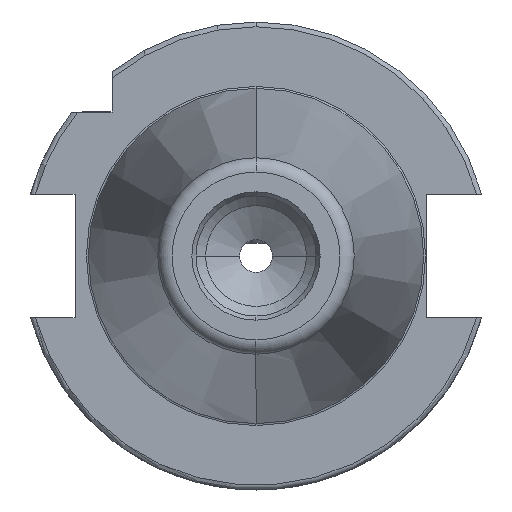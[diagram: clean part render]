
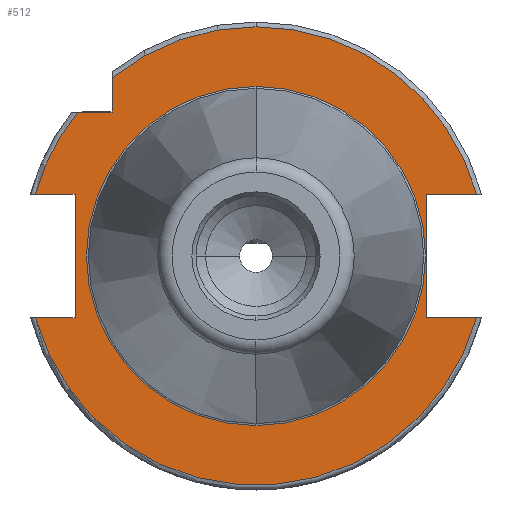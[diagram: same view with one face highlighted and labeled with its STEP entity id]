
A CAD part, left-side view. The second image highlights one B-rep face of the part: STEP entity #512.
In plain terms, the highlighted planar face has unit normal (-1, 0, 0).
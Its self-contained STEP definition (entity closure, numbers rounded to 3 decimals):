
#108 = ORIENTED_EDGE ( 'NONE', *, *, #556, .T. ) ;
#122 = DIRECTION ( 'NONE',  ( 1., 0., 0. ) ) ;
#189 = CARTESIAN_POINT ( 'NONE',  ( 3.2, -12.85, 37.7 ) ) ;
#293 = VERTEX_POINT ( 'NONE', #2672 ) ;
#298 = DIRECTION ( 'NONE',  ( -1., 0., 0. ) ) ;
#328 = CARTESIAN_POINT ( 'NONE',  ( 3.2, 0., 0. ) ) ;
#333 = DIRECTION ( 'NONE',  ( 0., -1., 0. ) ) ;
#377 = CARTESIAN_POINT ( 'NONE',  ( 3.2, -37.149, 30. ) ) ;
#479 = VERTEX_POINT ( 'NONE', #1019 ) ;
#512 = ADVANCED_FACE ( 'NONE', ( #3193, #3302 ), #1745, .F. ) ;
#531 = AXIS2_PLACEMENT_3D ( 'NONE', #850, #859, #865 ) ;
#556 = EDGE_CURVE ( 'NONE', #293, #2609, #3028, .T. ) ;
#577 = ORIENTED_EDGE ( 'NONE', *, *, #1935, .T. ) ;
#586 = VECTOR ( 'NONE', #2513, 1000. ) ;
#647 = LINE ( 'NONE', #2493, #586 ) ;
#677 = VECTOR ( 'NONE', #692, 1000. ) ;
#682 = CIRCLE ( 'NONE', #3932, 35.325 ) ;
#692 = DIRECTION ( 'NONE',  ( 0., 0., 1. ) ) ;
#693 = DIRECTION ( 'NONE',  ( 0., -1., 0. ) ) ;
#768 = AXIS2_PLACEMENT_3D ( 'NONE', #1948, #122, #1832 ) ;
#850 = CARTESIAN_POINT ( 'NONE',  ( 3.2, 0., 0. ) ) ;
#859 = DIRECTION ( 'NONE',  ( -1., 0., 0. ) ) ;
#865 = DIRECTION ( 'NONE',  ( 0., -1., 0. ) ) ;
#915 = CARTESIAN_POINT ( 'NONE',  ( 3.2, -12.85, 45.988 ) ) ;
#925 = ORIENTED_EDGE ( 'NONE', *, *, #1087, .F. ) ;
#958 = CARTESIAN_POINT ( 'NONE',  ( 3.2, -30., 37.149 ) ) ;
#980 = CARTESIAN_POINT ( 'NONE',  ( 3.2, -12.85, 37.7 ) ) ;
#990 = DIRECTION ( 'NONE',  ( 0., -1., 0. ) ) ;
#1019 = CARTESIAN_POINT ( 'NONE',  ( 3.2, -12.85, -35.5 ) ) ;
#1052 = VERTEX_POINT ( 'NONE', #377 ) ;
#1087 = EDGE_CURVE ( 'NONE', #2995, #1919, #647, .T. ) ;
#1240 = ORIENTED_EDGE ( 'NONE', *, *, #4258, .F. ) ;
#1310 = ORIENTED_EDGE ( 'NONE', *, *, #4046, .T. ) ;
#1340 = CARTESIAN_POINT ( 'NONE',  ( 3.2, -12.85, -35.5 ) ) ;
#1349 = CARTESIAN_POINT ( 'NONE',  ( 3.2, 12.85, -35.5 ) ) ;
#1387 = DIRECTION ( 'NONE',  ( 0., -1., 0. ) ) ;
#1400 = DIRECTION ( 'NONE',  ( -1., 0., 0. ) ) ;
#1652 = CARTESIAN_POINT ( 'NONE',  ( 3.2, 0., 0. ) ) ;
#1653 = CARTESIAN_POINT ( 'NONE',  ( 3.2, 12.85, -45.988 ) ) ;
#1711 = CARTESIAN_POINT ( 'NONE',  ( 3.2, 12.85, -35.5 ) ) ;
#1713 = CIRCLE ( 'NONE', #3416, 47.75 ) ;
#1745 = PLANE ( 'NONE',  #768 ) ;
#1768 = DIRECTION ( 'NONE',  ( 0., -1., 0. ) ) ;
#1794 = CARTESIAN_POINT ( 'NONE',  ( 3.2, 12.85, -35.5 ) ) ;
#1832 = DIRECTION ( 'NONE',  ( 0., 1., 0. ) ) ;
#1845 = DIRECTION ( 'NONE',  ( 0., 0., -1. ) ) ;
#1846 = CIRCLE ( 'NONE', #3194, 47.75 ) ;
#1868 = ORIENTED_EDGE ( 'NONE', *, *, #2189, .F. ) ;
#1897 = DIRECTION ( 'NONE',  ( -1., 0., 0. ) ) ;
#1906 = EDGE_CURVE ( 'NONE', #3376, #2145, #4310, .T. ) ;
#1919 = VERTEX_POINT ( 'NONE', #189 ) ;
#1935 = EDGE_CURVE ( 'NONE', #2995, #293, #4049, .T. ) ;
#1948 = CARTESIAN_POINT ( 'NONE',  ( 3.2, 35.325, 0. ) ) ;
#2059 = CARTESIAN_POINT ( 'NONE',  ( 3.2, -30., 30. ) ) ;
#2096 = CARTESIAN_POINT ( 'NONE',  ( 3.2, -12.85, -45.988 ) ) ;
#2098 = EDGE_CURVE ( 'NONE', #2346, #1052, #3291, .T. ) ;
#2102 = DIRECTION ( 'NONE',  ( 0., 0., -1. ) ) ;
#2145 = VERTEX_POINT ( 'NONE', #3726 ) ;
#2167 = EDGE_CURVE ( 'NONE', #3879, #2609, #2965, .T. ) ;
#2189 = EDGE_CURVE ( 'NONE', #3918, #2346, #2585, .T. ) ;
#2346 = VERTEX_POINT ( 'NONE', #4117 ) ;
#2370 = EDGE_CURVE ( 'NONE', #3785, #3332, #1713, .T. ) ;
#2371 = CARTESIAN_POINT ( 'NONE',  ( 3.2, -30., 38.426 ) ) ;
#2493 = CARTESIAN_POINT ( 'NONE',  ( 3.2, 12.85, 37.7 ) ) ;
#2513 = DIRECTION ( 'NONE',  ( 0., -1., 0. ) ) ;
#2520 = CIRCLE ( 'NONE', #3424, 47.75 ) ;
#2585 = LINE ( 'NONE', #2371, #2858 ) ;
#2609 = VERTEX_POINT ( 'NONE', #1653 ) ;
#2636 = CARTESIAN_POINT ( 'NONE',  ( 3.2, 12.85, 37.7 ) ) ;
#2672 = CARTESIAN_POINT ( 'NONE',  ( 3.2, 12.85, 45.988 ) ) ;
#2677 = LINE ( 'NONE', #980, #677 ) ;
#2696 = VECTOR ( 'NONE', #1845, 1000. ) ;
#2712 = DIRECTION ( 'NONE',  ( -1., 0., 0. ) ) ;
#2751 = CARTESIAN_POINT ( 'NONE',  ( 3.2, 0., 0. ) ) ;
#2772 = DIRECTION ( 'NONE',  ( 0., -1., 0. ) ) ;
#2787 = DIRECTION ( 'NONE',  ( -1., 0., 0. ) ) ;
#2804 = CARTESIAN_POINT ( 'NONE',  ( 3.2, 0., 0. ) ) ;
#2815 = DIRECTION ( 'NONE',  ( 0., 0., 1. ) ) ;
#2858 = VECTOR ( 'NONE', #3080, 1000. ) ;
#2949 = VECTOR ( 'NONE', #1768, 1000. ) ;
#2965 = LINE ( 'NONE', #1711, #2696 ) ;
#2995 = VERTEX_POINT ( 'NONE', #3134 ) ;
#3019 = ORIENTED_EDGE ( 'NONE', *, *, #2098, .F. ) ;
#3028 = CIRCLE ( 'NONE', #531, 47.75 ) ;
#3075 = DIRECTION ( 'NONE',  ( 0., -1., 0. ) ) ;
#3080 = DIRECTION ( 'NONE',  ( 0., 0., -1. ) ) ;
#3125 = EDGE_LOOP ( 'NONE', ( #4025, #3507, #3500, #3389, #3334, #3019, #1868, #1310, #1240, #925, #577, #108 ) ) ;
#3134 = CARTESIAN_POINT ( 'NONE',  ( 3.2, 12.85, 37.7 ) ) ;
#3184 = VECTOR ( 'NONE', #693, 1000. ) ;
#3193 = FACE_BOUND ( 'NONE', #3841, .T. ) ;
#3194 = AXIS2_PLACEMENT_3D ( 'NONE', #1652, #1400, #1387 ) ;
#3260 = CARTESIAN_POINT ( 'NONE',  ( 3.2, -35.325, 0. ) ) ;
#3291 = LINE ( 'NONE', #2059, #3184 ) ;
#3302 = FACE_OUTER_BOUND ( 'NONE', #3125, .T. ) ;
#3332 = VERTEX_POINT ( 'NONE', #4244 ) ;
#3334 = ORIENTED_EDGE ( 'NONE', *, *, #4198, .T. ) ;
#3376 = VERTEX_POINT ( 'NONE', #3260 ) ;
#3389 = ORIENTED_EDGE ( 'NONE', *, *, #2370, .T. ) ;
#3414 = CARTESIAN_POINT ( 'NONE',  ( 3.2, 0., 0. ) ) ;
#3416 = AXIS2_PLACEMENT_3D ( 'NONE', #328, #298, #990 ) ;
#3424 = AXIS2_PLACEMENT_3D ( 'NONE', #2751, #2712, #333 ) ;
#3500 = ORIENTED_EDGE ( 'NONE', *, *, #4230, .T. ) ;
#3507 = ORIENTED_EDGE ( 'NONE', *, *, #3826, .T. ) ;
#3711 = EDGE_CURVE ( 'NONE', #2145, #3376, #682, .T. ) ;
#3726 = CARTESIAN_POINT ( 'NONE',  ( 3.2, 35.325, 0. ) ) ;
#3785 = VERTEX_POINT ( 'NONE', #2096 ) ;
#3826 = EDGE_CURVE ( 'NONE', #3879, #479, #3851, .T. ) ;
#3841 = EDGE_LOOP ( 'NONE', ( #4307, #4303 ) ) ;
#3851 = LINE ( 'NONE', #1794, #2949 ) ;
#3879 = VERTEX_POINT ( 'NONE', #1349 ) ;
#3918 = VERTEX_POINT ( 'NONE', #958 ) ;
#3932 = AXIS2_PLACEMENT_3D ( 'NONE', #2804, #2787, #2772 ) ;
#3983 = VECTOR ( 'NONE', #2815, 1000. ) ;
#4025 = ORIENTED_EDGE ( 'NONE', *, *, #2167, .F. ) ;
#4046 = EDGE_CURVE ( 'NONE', #3918, #4372, #2520, .T. ) ;
#4049 = LINE ( 'NONE', #2636, #3983 ) ;
#4117 = CARTESIAN_POINT ( 'NONE',  ( 3.2, -30., 30. ) ) ;
#4198 = EDGE_CURVE ( 'NONE', #3332, #1052, #1846, .T. ) ;
#4230 = EDGE_CURVE ( 'NONE', #479, #3785, #4516, .T. ) ;
#4244 = CARTESIAN_POINT ( 'NONE',  ( 3.2, -47.75, 0. ) ) ;
#4258 = EDGE_CURVE ( 'NONE', #1919, #4372, #2677, .T. ) ;
#4303 = ORIENTED_EDGE ( 'NONE', *, *, #3711, .F. ) ;
#4307 = ORIENTED_EDGE ( 'NONE', *, *, #1906, .F. ) ;
#4310 = CIRCLE ( 'NONE', #4502, 35.325 ) ;
#4372 = VERTEX_POINT ( 'NONE', #915 ) ;
#4391 = VECTOR ( 'NONE', #2102, 1000. ) ;
#4502 = AXIS2_PLACEMENT_3D ( 'NONE', #3414, #1897, #3075 ) ;
#4516 = LINE ( 'NONE', #1340, #4391 ) ;
